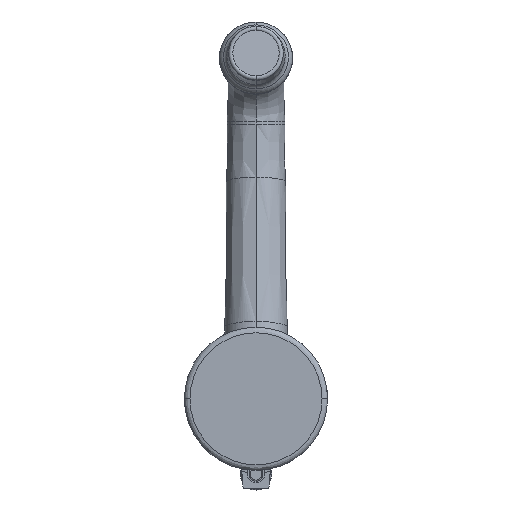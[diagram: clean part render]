
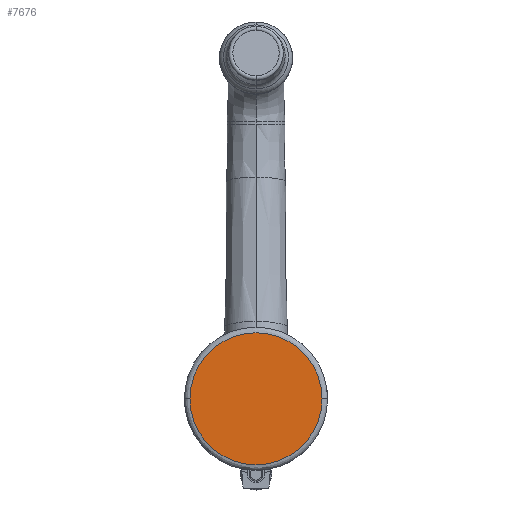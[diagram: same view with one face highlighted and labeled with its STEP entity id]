
A CAD part, front view. The second image highlights one B-rep face of the part: STEP entity #7676.
In plain terms, the highlighted planar face has unit normal (0, -1, 0).
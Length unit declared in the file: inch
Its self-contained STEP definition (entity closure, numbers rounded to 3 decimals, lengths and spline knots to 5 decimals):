
#1231=CARTESIAN_POINT('',(0.,-1.65142,0.));
#1232=DIRECTION('',(0.,1.,0.));
#1233=DIRECTION('',(1.,0.,0.));
#1234=AXIS2_PLACEMENT_3D('',#1231,#1232,#1233);
#1239=CARTESIAN_POINT('',(0.,-1.65142,0.));
#1240=DIRECTION('',(0.,1.,0.));
#1241=DIRECTION('',(-1.,0.,0.));
#1242=AXIS2_PLACEMENT_3D('',#1239,#1240,#1241);
#4940=CARTESIAN_POINT('',(1.18299,-1.65142,0.));
#4941=CARTESIAN_POINT('',(-1.18299,-1.65142,0.));
#4942=VERTEX_POINT('',#4940);
#4943=VERTEX_POINT('',#4941);
#7667=CARTESIAN_POINT('',(0.,-1.65142,0.));
#7668=DIRECTION('',(0.,1.,0.));
#7669=DIRECTION('',(1.,0.,0.));
#7670=AXIS2_PLACEMENT_3D('',#7667,#7668,#7669);
#7671=PLANE('',#7670);
#7672=ORIENTED_EDGE('',*,*,#7526,.T.);
#7673=ORIENTED_EDGE('',*,*,#7660,.T.);
#7674=EDGE_LOOP('',(#7672,#7673));
#7675=FACE_OUTER_BOUND('',#7674,.F.);
#1235=CIRCLE('',#1234,1.18299);
#1243=CIRCLE('',#1242,1.18299);
#7526=EDGE_CURVE('',#4942,#4943,#1235,.T.);
#7660=EDGE_CURVE('',#4943,#4942,#1243,.T.);
#7676=ADVANCED_FACE('',(#7675),#7671,.F.);
